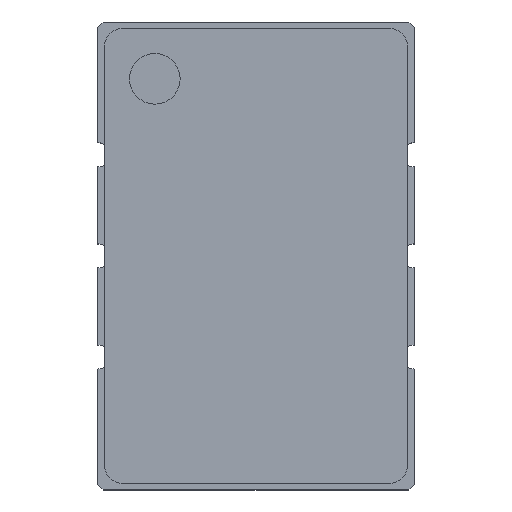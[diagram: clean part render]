
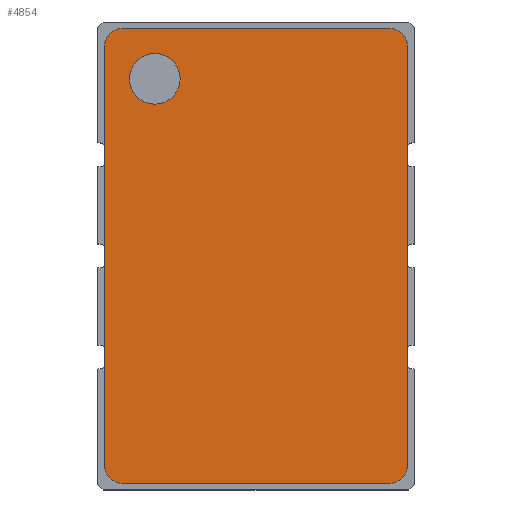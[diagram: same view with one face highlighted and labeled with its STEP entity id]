
A CAD part, top view. The second image highlights one B-rep face of the part: STEP entity #4854.
In plain terms, the highlighted planar face has unit normal (0, 0, 1).
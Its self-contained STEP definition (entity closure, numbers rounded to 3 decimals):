
#4545 = VERTEX_POINT('',#4546);
#4546 = CARTESIAN_POINT('',(-0.8,1.2,0.85));
#4562 = EDGE_CURVE('',#4545,#4545,#4563,.T.);
#4563 = CIRCLE('',#4564,0.2);
#4564 = AXIS2_PLACEMENT_3D('',#4565,#4566,#4567);
#4565 = CARTESIAN_POINT('',(-0.8,1.4,0.85));
#4566 = DIRECTION('',(0.,0.,-1.));
#4567 = DIRECTION('',(0.,1.,0.));
#4586 = EDGE_CURVE('',#4587,#4589,#4591,.T.);
#4587 = VERTEX_POINT('',#4588);
#4588 = CARTESIAN_POINT('',(1.05,1.8,0.85));
#4589 = VERTEX_POINT('',#4590);
#4590 = CARTESIAN_POINT('',(1.2,1.65,0.85));
#4591 = CIRCLE('',#4592,0.15);
#4592 = AXIS2_PLACEMENT_3D('',#4593,#4594,#4595);
#4593 = CARTESIAN_POINT('',(1.05,1.65,0.85));
#4594 = DIRECTION('',(0.,0.,-1.));
#4595 = DIRECTION('',(0.707,0.707,0.));
#4638 = VERTEX_POINT('',#4639);
#4639 = CARTESIAN_POINT('',(-1.05,1.8,0.85));
#4645 = EDGE_CURVE('',#4587,#4638,#4646,.T.);
#4646 = LINE('',#4647,#4648);
#4647 = CARTESIAN_POINT('',(-1.2,1.8,0.85));
#4648 = VECTOR('',#4649,1.);
#4649 = DIRECTION('',(-1.,0.,0.));
#4718 = EDGE_CURVE('',#4719,#4638,#4721,.T.);
#4719 = VERTEX_POINT('',#4720);
#4720 = CARTESIAN_POINT('',(-1.2,1.65,0.85));
#4721 = CIRCLE('',#4722,0.15);
#4722 = AXIS2_PLACEMENT_3D('',#4723,#4724,#4725);
#4723 = CARTESIAN_POINT('',(-1.05,1.65,0.85));
#4724 = DIRECTION('',(0.,0.,-1.));
#4725 = DIRECTION('',(-0.707,0.707,-0.));
#4746 = VERTEX_POINT('',#4747);
#4747 = CARTESIAN_POINT('',(-1.2,-1.65,0.85));
#4753 = EDGE_CURVE('',#4719,#4746,#4754,.T.);
#4754 = LINE('',#4755,#4756);
#4755 = CARTESIAN_POINT('',(-1.2,-1.8,0.85));
#4756 = VECTOR('',#4757,1.);
#4757 = DIRECTION('',(0.,-1.,0.));
#4767 = EDGE_CURVE('',#4768,#4746,#4770,.T.);
#4768 = VERTEX_POINT('',#4769);
#4769 = CARTESIAN_POINT('',(-1.05,-1.8,0.85));
#4770 = CIRCLE('',#4771,0.15);
#4771 = AXIS2_PLACEMENT_3D('',#4772,#4773,#4774);
#4772 = CARTESIAN_POINT('',(-1.05,-1.65,0.85));
#4773 = DIRECTION('',(0.,-0.,-1.));
#4774 = DIRECTION('',(-0.707,-0.707,0.));
#4795 = VERTEX_POINT('',#4796);
#4796 = CARTESIAN_POINT('',(1.05,-1.8,0.85));
#4802 = EDGE_CURVE('',#4768,#4795,#4803,.T.);
#4803 = LINE('',#4804,#4805);
#4804 = CARTESIAN_POINT('',(1.2,-1.8,0.85));
#4805 = VECTOR('',#4806,1.);
#4806 = DIRECTION('',(1.,0.,0.));
#4816 = EDGE_CURVE('',#4817,#4795,#4819,.T.);
#4817 = VERTEX_POINT('',#4818);
#4818 = CARTESIAN_POINT('',(1.2,-1.65,0.85));
#4819 = CIRCLE('',#4820,0.15);
#4820 = AXIS2_PLACEMENT_3D('',#4821,#4822,#4823);
#4821 = CARTESIAN_POINT('',(1.05,-1.65,0.85));
#4822 = DIRECTION('',(0.,-0.,-1.));
#4823 = DIRECTION('',(0.707,-0.707,0.));
#4842 = EDGE_CURVE('',#4817,#4589,#4843,.T.);
#4843 = LINE('',#4844,#4845);
#4844 = CARTESIAN_POINT('',(1.2,1.8,0.85));
#4845 = VECTOR('',#4846,1.);
#4846 = DIRECTION('',(0.,1.,0.));
#4854 = ADVANCED_FACE('',(#4855,#4865),#4868,.T.);
#4855 = FACE_BOUND('',#4856,.T.);
#4856 = EDGE_LOOP('',(#4857,#4858,#4859,#4860,#4861,#4862,#4863,#4864));
#4857 = ORIENTED_EDGE('',*,*,#4586,.F.);
#4858 = ORIENTED_EDGE('',*,*,#4645,.T.);
#4859 = ORIENTED_EDGE('',*,*,#4718,.F.);
#4860 = ORIENTED_EDGE('',*,*,#4753,.T.);
#4861 = ORIENTED_EDGE('',*,*,#4767,.F.);
#4862 = ORIENTED_EDGE('',*,*,#4802,.T.);
#4863 = ORIENTED_EDGE('',*,*,#4816,.F.);
#4864 = ORIENTED_EDGE('',*,*,#4842,.T.);
#4865 = FACE_BOUND('',#4866,.T.);
#4866 = EDGE_LOOP('',(#4867));
#4867 = ORIENTED_EDGE('',*,*,#4562,.T.);
#4868 = PLANE('',#4869);
#4869 = AXIS2_PLACEMENT_3D('',#4870,#4871,#4872);
#4870 = CARTESIAN_POINT('',(0.,0.,0.85));
#4871 = DIRECTION('',(0.,0.,1.));
#4872 = DIRECTION('',(0.,-1.,0.));
